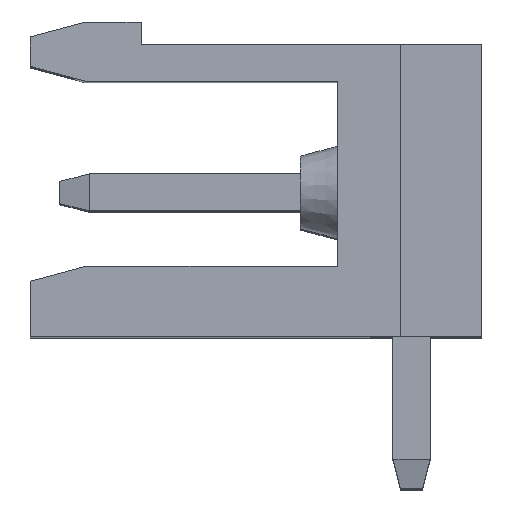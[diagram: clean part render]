
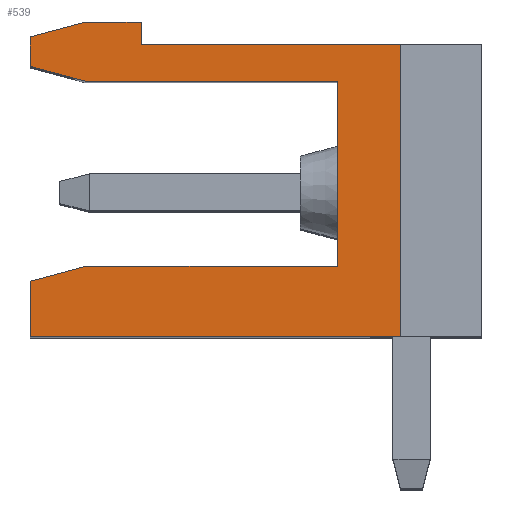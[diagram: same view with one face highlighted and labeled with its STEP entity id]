
A CAD part, top view. The second image highlights one B-rep face of the part: STEP entity #539.
In plain terms, the highlighted planar face has unit normal (0, 0, 1).
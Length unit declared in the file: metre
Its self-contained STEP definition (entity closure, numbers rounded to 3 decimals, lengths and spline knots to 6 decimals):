
#539=ADVANCED_FACE('',(#1266),#1267,.F.);
#1266=FACE_OUTER_BOUND('',#2168,.T.);
#1267=PLANE('',#2169);
#2168=EDGE_LOOP('',(#3786,#3787,#3788,#3789,#3790,#3791,#3792,#3793,#3794,#3795,#3796,#3797,#3798));
#2169=AXIS2_PLACEMENT_3D('',#3799,#3800,#3801);
#3786=ORIENTED_EDGE('',*,*,#5832,.T.);
#3787=ORIENTED_EDGE('',*,*,#5834,.T.);
#3788=ORIENTED_EDGE('',*,*,#5547,.T.);
#3789=ORIENTED_EDGE('',*,*,#5521,.T.);
#3790=ORIENTED_EDGE('',*,*,#5490,.T.);
#3791=ORIENTED_EDGE('',*,*,#5643,.T.);
#3792=ORIENTED_EDGE('',*,*,#5591,.T.);
#3793=ORIENTED_EDGE('',*,*,#5626,.F.);
#3794=ORIENTED_EDGE('',*,*,#5494,.F.);
#3795=ORIENTED_EDGE('',*,*,#5469,.F.);
#3796=ORIENTED_EDGE('',*,*,#5835,.F.);
#3797=ORIENTED_EDGE('',*,*,#5836,.F.);
#3798=ORIENTED_EDGE('',*,*,#5837,.T.);
#3799=CARTESIAN_POINT('',(-0.0037,0.0069,0.21824));
#3800=DIRECTION('',(0.0,0.0,-1.0));
#3801=DIRECTION('',(0.0,-1.0,0.0));
#5469=EDGE_CURVE('',#6574,#6576,#6577,.T.);
#5490=EDGE_CURVE('',#6609,#6614,#6616,.T.);
#5494=EDGE_CURVE('',#6576,#6619,#6622,.T.);
#5521=EDGE_CURVE('',#6657,#6609,#6661,.T.);
#5547=EDGE_CURVE('',#6705,#6657,#6706,.T.);
#5591=EDGE_CURVE('',#6775,#6776,#6777,.T.);
#5626=EDGE_CURVE('',#6619,#6776,#6834,.T.);
#5643=EDGE_CURVE('',#6614,#6775,#6865,.T.);
#5832=EDGE_CURVE('',#7092,#7139,#7141,.T.);
#5834=EDGE_CURVE('',#7139,#6705,#7143,.T.);
#5835=EDGE_CURVE('',#7144,#6574,#7145,.T.);
#5836=EDGE_CURVE('',#7146,#7144,#7147,.T.);
#5837=EDGE_CURVE('',#7146,#7092,#7148,.T.);
#6574=VERTEX_POINT('',#8153);
#6576=VERTEX_POINT('',#8156);
#6577=LINE('',#8157,#8158);
#6609=VERTEX_POINT('',#8199);
#6614=VERTEX_POINT('',#8206);
#6616=LINE('',#8209,#8210);
#6619=VERTEX_POINT('',#8213);
#6622=LINE('',#8218,#8219);
#6657=VERTEX_POINT('',#8270);
#6661=LINE('',#8276,#8277);
#6705=VERTEX_POINT('',#8343);
#6706=LINE('',#8344,#8345);
#6775=VERTEX_POINT('',#8449);
#6776=VERTEX_POINT('',#8450);
#6777=LINE('',#8451,#8452);
#6834=LINE('',#8538,#8539);
#6865=LINE('',#8585,#8586);
#7092=VERTEX_POINT('',#8926);
#7139=VERTEX_POINT('',#8998);
#7141=LINE('',#9001,#9002);
#7143=LINE('',#9004,#9005);
#7144=VERTEX_POINT('',#9006);
#7145=LINE('',#9007,#9008);
#7146=VERTEX_POINT('',#9009);
#7147=LINE('',#9010,#9011);
#7148=LINE('',#9012,#9013);
#8153=CARTESIAN_POINT('',(-0.0037,0.0019,0.21824));
#8156=CARTESIAN_POINT('',(-0.0037,0.0069,0.21824));
#8157=CARTESIAN_POINT('',(-0.0037,0.0069,0.21824));
#8158=VECTOR('',#10106,1.0);
#8199=CARTESIAN_POINT('',(-0.009,0.0085,0.21824));
#8206=CARTESIAN_POINT('',(-0.010507,0.0085,0.21824));
#8209=CARTESIAN_POINT('',(-0.009,0.0085,0.21824));
#8210=VECTOR('',#10137,1.0);
#8213=CARTESIAN_POINT('',(-0.010507,0.0069,0.21824));
#8218=CARTESIAN_POINT('',(-0.010507,0.0069,0.21824));
#8219=VECTOR('',#10140,1.0);
#8270=CARTESIAN_POINT('',(-0.009,0.0079,0.21824));
#8276=CARTESIAN_POINT('',(-0.009,0.0081,0.21824));
#8277=VECTOR('',#10159,1.0);
#8343=CARTESIAN_POINT('',(-0.002,0.0079,0.21824));
#8344=CARTESIAN_POINT('',(-0.0022,0.0079,0.21824));
#8345=VECTOR('',#10182,1.0);
#8449=CARTESIAN_POINT('',(-0.012,0.0081,0.21824));
#8450=CARTESIAN_POINT('',(-0.012,0.0073,0.21824));
#8451=CARTESIAN_POINT('',(-0.012,0.0082,0.21824));
#8452=VECTOR('',#10218,1.0);
#8538=CARTESIAN_POINT('',(-0.012,0.0073,0.21824));
#8539=VECTOR('',#10248,1.0);
#8585=CARTESIAN_POINT('',(-0.010507,0.0085,0.21824));
#8586=VECTOR('',#10264,1.0);
#8926=CARTESIAN_POINT('',(-0.012,0.,0.21824));
#8998=CARTESIAN_POINT('',(-0.002,0.,0.21824));
#9001=CARTESIAN_POINT('',(-0.012,0.,0.21824));
#9002=VECTOR('',#10410,1.0);
#9004=CARTESIAN_POINT('',(-0.002,0.0079,0.21824));
#9005=VECTOR('',#10411,1.0);
#9006=CARTESIAN_POINT('',(-0.0105,0.0019,0.21824));
#9007=CARTESIAN_POINT('',(-0.0037,0.0019,0.21824));
#9008=VECTOR('',#10412,1.0);
#9009=CARTESIAN_POINT('',(-0.012,0.001498,0.21824));
#9010=CARTESIAN_POINT('',(-0.0105,0.0019,0.21824));
#9011=VECTOR('',#10413,1.0);
#9012=CARTESIAN_POINT('',(-0.012,0.0082,0.21824));
#9013=VECTOR('',#10414,1.0);
#10106=DIRECTION('',(0.,1.0,0.0));
#10137=DIRECTION('',(-1.0,0.0,0.0));
#10140=DIRECTION('',(-1.0,0.0,0.0));
#10159=DIRECTION('',(0.,1.0,0.0));
#10182=DIRECTION('',(-1.0,0.0,0.0));
#10218=DIRECTION('',(0.0,-1.0,0.0));
#10248=DIRECTION('',(-0.966,0.259,0.0));
#10264=DIRECTION('',(-0.966,-0.259,0.0));
#10410=DIRECTION('',(1.0,0.0,0.0));
#10411=DIRECTION('',(0.0,1.0,0.0));
#10412=DIRECTION('',(1.0,0.0,0.0));
#10413=DIRECTION('',(0.966,0.259,0.0));
#10414=DIRECTION('',(0.0,-1.0,0.0));
